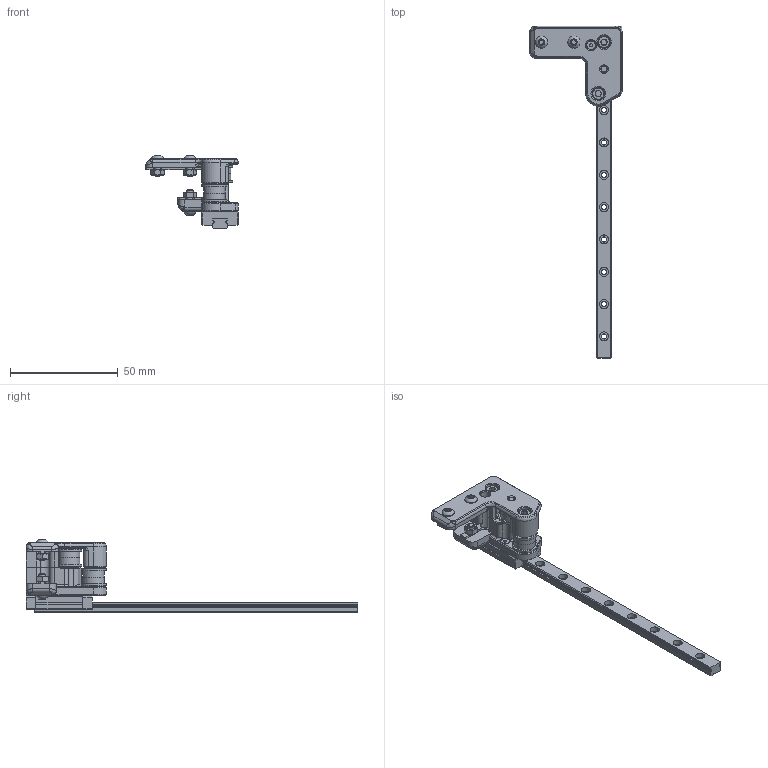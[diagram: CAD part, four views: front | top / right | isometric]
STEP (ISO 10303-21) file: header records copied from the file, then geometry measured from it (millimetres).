
FILE_DESCRIPTION(/* description */ (''),/* implementation_level */ '2;1');
FILE_NAME(/* name */ 'XY_Joint-Right.step',/* time_stamp */ '2023-01-24T19:35:43-05:00',/* author */ (''),/* organization */ (''),/* preprocessor_version */ 'ST-DEVELOPER v19.2',/* originating_system */ 'Autodesk Translation Framework v11.17.0.187',/* authorisation */ '');
FILE_SCHEMA (('AUTOMOTIVE_DESIGN { 1 0 10303 214 3 1 1 }'));
Length unit declared in the file: millimetre
Products named in the file (18): XY Joint - Right (Voron V0); Lower; Upper; Hardware; LZE01-MGN7H-L150-NM-Z0 v3; LZE01-MGN7H-N-Z0_2; LZE01-MGN7H-150-NM-Z0_1; F623-RS Stack v5; M3x10 BHCS v2; 3x14mm Pin v2; M3 Threaded Insert v3; F623-RS Stack v5_1; f623-rs; M3 washer-1; M2x6 FHCS v2; M3x8 BHCS v2; M3x20 SHCS v2; M3 Hex Nut v4
Assembly tree (30 placements, depth 4):
  XY Joint - Right (Voron V0)
    Lower
    Upper
    Hardware
      LZE01-MGN7H-L150-NM-Z0 v3
        LZE01-MGN7H-N-Z0_2
        LZE01-MGN7H-150-NM-Z0_1
      F623-RS Stack v5
        f623-rs  x2
        M3 washer-1  x2
      M3x8 BHCS v2  x2
      M2x6 FHCS v2  x4
      M3x20 SHCS v2  x2
      M3x10 BHCS v2
      3x14mm Pin v2
      M3 Hex Nut v4  x3
      M3 Threaded Insert v3
      F623-RS Stack v5_1
        f623-rs  x2
        M3 washer-1  x2
Bounding box: 43 x 154 x 34.05 mm (x, y, z)
Volume: 18221.5 mm3; surface area: 16969.6 mm2
Topology: 30 solids, 30 shells, 906 faces, 2165 edges, 1339 vertices
Faces by surface type: plane 341, cylinder 250, cone 178, bspline 99, torus 31, sphere 7
Full cylindrical faces by diameter (mm): 1.567 x4, 2 x4, 2.4 x14, 2.5 x1, 2.9 x2, 3 x13, 3.2 x7, 3.4 x5, 4 x4, 4.2 x11, 4.25 x1, 4.4 x2, 4.6 x1, 4.7 x1, 5.5 x2, 5.7 x3, 6 x2, 6.06 x8, 6.94 x8, 7 x4, 10 x4, 11.7 x4
Entity records: 24676 total; most frequent: CARTESIAN_POINT 7375, ORIENTED_EDGE 3598, DIRECTION 3371, EDGE_CURVE 1799, AXIS2_PLACEMENT_3D 1300, VERTEX_POINT 1130, EDGE_LOOP 777, LINE 771
